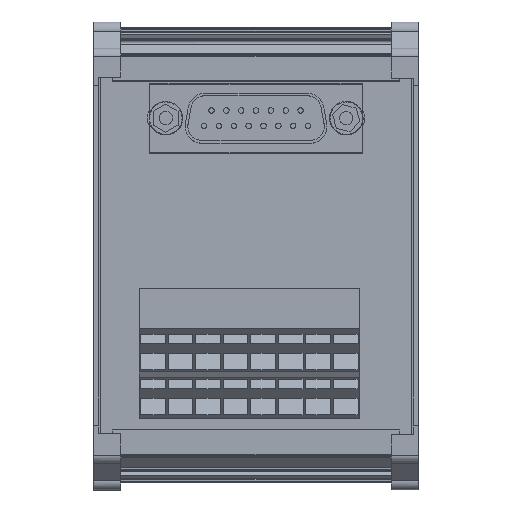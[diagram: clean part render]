
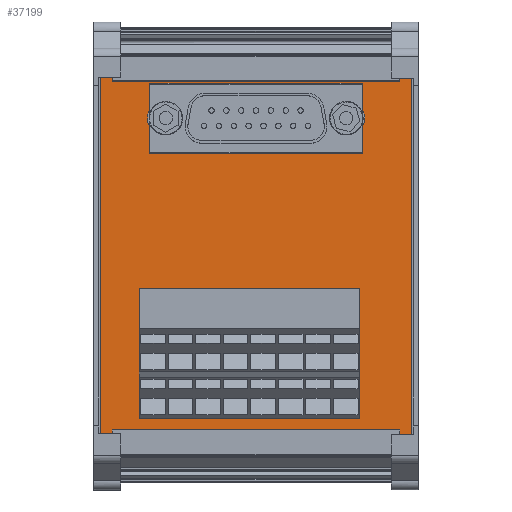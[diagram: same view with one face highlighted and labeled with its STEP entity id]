
A CAD part, top view. The second image highlights one B-rep face of the part: STEP entity #37199.
In plain terms, the highlighted planar face has unit normal (0, 0, 1).
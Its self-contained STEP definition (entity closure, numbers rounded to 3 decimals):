
#33845=AXIS2_PLACEMENT_3D('Circle Axis2P3D',#33843,#33844,$) ;
#33863=AXIS2_PLACEMENT_3D('Circle Axis2P3D',#33861,#33862,$) ;
#37162=AXIS2_PLACEMENT_3D('Plane Axis2P3D',#37159,#37160,#37161) ;
#13866=CARTESIAN_POINT('Vertex',(1.25,76.2,37.052)) ;
#13869=CARTESIAN_POINT('Line Origine',(2.375,76.2,37.052)) ;
#13873=CARTESIAN_POINT('Vertex',(3.5,76.2,37.052)) ;
#16631=CARTESIAN_POINT('Vertex',(58.75,10.2,37.052)) ;
#16634=CARTESIAN_POINT('Line Origine',(57.625,10.2,37.052)) ;
#16638=CARTESIAN_POINT('Vertex',(56.5,10.2,37.052)) ;
#17085=CARTESIAN_POINT('Vertex',(3.5,9.4,37.052)) ;
#17088=CARTESIAN_POINT('Line Origine',(3.5,9.9,37.052)) ;
#17092=CARTESIAN_POINT('Vertex',(3.5,10.4,37.052)) ;
#18857=CARTESIAN_POINT('Vertex',(8.44,37.17,37.052)) ;
#18860=CARTESIAN_POINT('Line Origine',(8.44,25.87,37.052)) ;
#18864=CARTESIAN_POINT('Vertex',(8.44,14.57,37.052)) ;
#18921=CARTESIAN_POINT('Vertex',(49.08,37.17,37.052)) ;
#18924=CARTESIAN_POINT('Line Origine',(28.76,37.17,37.052)) ;
#18955=CARTESIAN_POINT('Vertex',(10.31,67.16,37.052)) ;
#18958=CARTESIAN_POINT('Line Origine',(10.31,64.637,37.052)) ;
#18962=CARTESIAN_POINT('Vertex',(10.31,62.115,37.052)) ;
#18983=CARTESIAN_POINT('Vertex',(10.31,75.115,37.052)) ;
#18986=CARTESIAN_POINT('Line Origine',(10.31,72.593,37.052)) ;
#18990=CARTESIAN_POINT('Vertex',(10.31,70.07,37.052)) ;
#19049=CARTESIAN_POINT('Vertex',(49.71,75.115,37.052)) ;
#19052=CARTESIAN_POINT('Line Origine',(30.01,75.115,37.052)) ;
#19099=CARTESIAN_POINT('Vertex',(49.71,70.07,37.052)) ;
#19102=CARTESIAN_POINT('Line Origine',(49.71,72.593,37.052)) ;
#19118=CARTESIAN_POINT('Vertex',(49.71,62.115,37.052)) ;
#19121=CARTESIAN_POINT('Line Origine',(49.71,64.637,37.052)) ;
#19125=CARTESIAN_POINT('Vertex',(49.71,67.16,37.052)) ;
#19183=CARTESIAN_POINT('Line Origine',(30.01,62.115,37.052)) ;
#33843=CARTESIAN_POINT('Axis2P3D Location',(46.86,68.615,37.052)) ;
#33861=CARTESIAN_POINT('Axis2P3D Location',(13.16,68.615,37.052)) ;
#33883=CARTESIAN_POINT('Vertex',(49.08,14.57,37.052)) ;
#33886=CARTESIAN_POINT('Line Origine',(49.08,25.87,37.052)) ;
#33908=CARTESIAN_POINT('Line Origine',(28.76,14.57,37.052)) ;
#33937=CARTESIAN_POINT('Vertex',(58.75,76.,37.052)) ;
#33940=CARTESIAN_POINT('Line Origine',(58.75,43.1,37.052)) ;
#33976=CARTESIAN_POINT('Vertex',(56.5,9.4,37.052)) ;
#33979=CARTESIAN_POINT('Line Origine',(30.,9.4,37.052)) ;
#34022=CARTESIAN_POINT('Vertex',(3.5,77.2,37.052)) ;
#34025=CARTESIAN_POINT('Line Origine',(30.,77.2,37.052)) ;
#34029=CARTESIAN_POINT('Vertex',(56.5,77.2,37.052)) ;
#34056=CARTESIAN_POINT('Vertex',(1.25,10.4,37.052)) ;
#34059=CARTESIAN_POINT('Line Origine',(1.25,43.3,37.052)) ;
#35307=CARTESIAN_POINT('Line Origine',(56.5,9.8,37.052)) ;
#35481=CARTESIAN_POINT('Line Origine',(57.625,76.,37.052)) ;
#35485=CARTESIAN_POINT('Vertex',(56.5,76.,37.052)) ;
#35915=CARTESIAN_POINT('Line Origine',(56.5,76.6,37.052)) ;
#37140=CARTESIAN_POINT('Line Origine',(3.5,76.7,37.052)) ;
#37159=CARTESIAN_POINT('Axis2P3D Location',(1.25,9.4,37.052)) ;
#37164=CARTESIAN_POINT('Line Origine',(2.375,10.4,37.052)) ;
#13870=DIRECTION('Vector Direction',(1.,0.,0.)) ;
#16635=DIRECTION('Vector Direction',(-1.,0.,0.)) ;
#17089=DIRECTION('Vector Direction',(0.,1.,0.)) ;
#18861=DIRECTION('Vector Direction',(0.,-1.,0.)) ;
#18925=DIRECTION('Vector Direction',(-1.,0.,0.)) ;
#18959=DIRECTION('Vector Direction',(0.,-1.,0.)) ;
#18987=DIRECTION('Vector Direction',(0.,-1.,0.)) ;
#19053=DIRECTION('Vector Direction',(-1.,0.,0.)) ;
#19103=DIRECTION('Vector Direction',(0.,1.,0.)) ;
#19122=DIRECTION('Vector Direction',(0.,1.,0.)) ;
#19184=DIRECTION('Vector Direction',(1.,0.,0.)) ;
#33844=DIRECTION('Axis2P3D Direction',(0.,-0.,-1.)) ;
#33862=DIRECTION('Axis2P3D Direction',(0.,-0.,-1.)) ;
#33887=DIRECTION('Vector Direction',(0.,-1.,0.)) ;
#33909=DIRECTION('Vector Direction',(-1.,0.,0.)) ;
#33941=DIRECTION('Vector Direction',(0.,1.,0.)) ;
#33980=DIRECTION('Vector Direction',(1.,0.,0.)) ;
#34026=DIRECTION('Vector Direction',(-1.,0.,0.)) ;
#34060=DIRECTION('Vector Direction',(0.,-1.,0.)) ;
#35308=DIRECTION('Vector Direction',(0.,-1.,0.)) ;
#35482=DIRECTION('Vector Direction',(1.,0.,0.)) ;
#35916=DIRECTION('Vector Direction',(0.,-1.,0.)) ;
#37141=DIRECTION('Vector Direction',(0.,1.,0.)) ;
#37160=DIRECTION('Axis2P3D Direction',(0.,0.,1.)) ;
#37161=DIRECTION('Axis2P3D XDirection',(0.,-1.,0.)) ;
#37165=DIRECTION('Vector Direction',(-1.,0.,0.)) ;
#13871=VECTOR('Line Direction',#13870,1.) ;
#16636=VECTOR('Line Direction',#16635,1.) ;
#17090=VECTOR('Line Direction',#17089,1.) ;
#18862=VECTOR('Line Direction',#18861,1.) ;
#18926=VECTOR('Line Direction',#18925,1.) ;
#18960=VECTOR('Line Direction',#18959,1.) ;
#18988=VECTOR('Line Direction',#18987,1.) ;
#19054=VECTOR('Line Direction',#19053,1.) ;
#19104=VECTOR('Line Direction',#19103,1.) ;
#19123=VECTOR('Line Direction',#19122,1.) ;
#19185=VECTOR('Line Direction',#19184,1.) ;
#33888=VECTOR('Line Direction',#33887,1.) ;
#33910=VECTOR('Line Direction',#33909,1.) ;
#33942=VECTOR('Line Direction',#33941,1.) ;
#33981=VECTOR('Line Direction',#33980,1.) ;
#34027=VECTOR('Line Direction',#34026,1.) ;
#34061=VECTOR('Line Direction',#34060,1.) ;
#35309=VECTOR('Line Direction',#35308,1.) ;
#35483=VECTOR('Line Direction',#35482,1.) ;
#35917=VECTOR('Line Direction',#35916,1.) ;
#37142=VECTOR('Line Direction',#37141,1.) ;
#37166=VECTOR('Line Direction',#37165,1.) ;
#37170=ORIENTED_EDGE('',*,*,#37144,.F.) ;
#37171=ORIENTED_EDGE('',*,*,#13875,.F.) ;
#37172=ORIENTED_EDGE('',*,*,#34063,.T.) ;
#37173=ORIENTED_EDGE('',*,*,#37168,.F.) ;
#37174=ORIENTED_EDGE('',*,*,#17094,.F.) ;
#37175=ORIENTED_EDGE('',*,*,#33983,.T.) ;
#37176=ORIENTED_EDGE('',*,*,#35311,.F.) ;
#37177=ORIENTED_EDGE('',*,*,#16640,.F.) ;
#37178=ORIENTED_EDGE('',*,*,#33944,.T.) ;
#37179=ORIENTED_EDGE('',*,*,#35487,.F.) ;
#37180=ORIENTED_EDGE('',*,*,#35919,.F.) ;
#37181=ORIENTED_EDGE('',*,*,#34031,.T.) ;
#37184=ORIENTED_EDGE('',*,*,#33912,.T.) ;
#37185=ORIENTED_EDGE('',*,*,#18866,.F.) ;
#37186=ORIENTED_EDGE('',*,*,#18928,.F.) ;
#37187=ORIENTED_EDGE('',*,*,#33890,.T.) ;
#37190=ORIENTED_EDGE('',*,*,#18964,.F.) ;
#37191=ORIENTED_EDGE('',*,*,#33865,.T.) ;
#37192=ORIENTED_EDGE('',*,*,#18992,.F.) ;
#37193=ORIENTED_EDGE('',*,*,#19056,.F.) ;
#37194=ORIENTED_EDGE('',*,*,#19106,.F.) ;
#37195=ORIENTED_EDGE('',*,*,#33847,.T.) ;
#37196=ORIENTED_EDGE('',*,*,#19127,.F.) ;
#37197=ORIENTED_EDGE('',*,*,#19187,.F.) ;
#37188=FACE_BOUND('',#37183,.T.) ;
#37198=FACE_BOUND('',#37189,.T.) ;
#37199=ADVANCED_FACE('NONE',(#37182,#37188,#37198),#37163,.T.) ;
#33846=CIRCLE('generated circle',#33845,3.2) ;
#33864=CIRCLE('generated circle',#33863,3.2) ;
#13875=EDGE_CURVE('',#13867,#13874,#13872,.T.) ;
#16640=EDGE_CURVE('',#16632,#16639,#16637,.T.) ;
#17094=EDGE_CURVE('',#17086,#17093,#17091,.T.) ;
#18866=EDGE_CURVE('',#18858,#18865,#18863,.T.) ;
#18928=EDGE_CURVE('',#18922,#18858,#18927,.T.) ;
#18964=EDGE_CURVE('',#18956,#18963,#18961,.T.) ;
#18992=EDGE_CURVE('',#18984,#18991,#18989,.T.) ;
#19056=EDGE_CURVE('',#19050,#18984,#19055,.T.) ;
#19106=EDGE_CURVE('',#19100,#19050,#19105,.T.) ;
#19127=EDGE_CURVE('',#19119,#19126,#19124,.T.) ;
#19187=EDGE_CURVE('',#18963,#19119,#19186,.T.) ;
#33847=EDGE_CURVE('',#19100,#19126,#33846,.T.) ;
#33865=EDGE_CURVE('',#18956,#18991,#33864,.T.) ;
#33890=EDGE_CURVE('',#18922,#33884,#33889,.T.) ;
#33912=EDGE_CURVE('',#33884,#18865,#33911,.T.) ;
#33944=EDGE_CURVE('',#16632,#33938,#33943,.T.) ;
#33983=EDGE_CURVE('',#17086,#33977,#33982,.T.) ;
#34031=EDGE_CURVE('',#34030,#34023,#34028,.T.) ;
#34063=EDGE_CURVE('',#13867,#34057,#34062,.T.) ;
#35311=EDGE_CURVE('',#16639,#33977,#35310,.T.) ;
#35487=EDGE_CURVE('',#35486,#33938,#35484,.T.) ;
#35919=EDGE_CURVE('',#34030,#35486,#35918,.T.) ;
#37144=EDGE_CURVE('',#13874,#34023,#37143,.T.) ;
#37168=EDGE_CURVE('',#17093,#34057,#37167,.T.) ;
#37169=EDGE_LOOP('',(#37170,#37171,#37172,#37173,#37174,#37175,#37176,#37177,#37178,#37179,#37180,#37181)) ;
#37183=EDGE_LOOP('',(#37184,#37185,#37186,#37187)) ;
#37189=EDGE_LOOP('',(#37190,#37191,#37192,#37193,#37194,#37195,#37196,#37197)) ;
#37182=FACE_OUTER_BOUND('',#37169,.T.) ;
#13872=LINE('Line',#13869,#13871) ;
#16637=LINE('Line',#16634,#16636) ;
#17091=LINE('Line',#17088,#17090) ;
#18863=LINE('Line',#18860,#18862) ;
#18927=LINE('Line',#18924,#18926) ;
#18961=LINE('Line',#18958,#18960) ;
#18989=LINE('Line',#18986,#18988) ;
#19055=LINE('Line',#19052,#19054) ;
#19105=LINE('Line',#19102,#19104) ;
#19124=LINE('Line',#19121,#19123) ;
#19186=LINE('Line',#19183,#19185) ;
#33889=LINE('Line',#33886,#33888) ;
#33911=LINE('Line',#33908,#33910) ;
#33943=LINE('Line',#33940,#33942) ;
#33982=LINE('Line',#33979,#33981) ;
#34028=LINE('Line',#34025,#34027) ;
#34062=LINE('Line',#34059,#34061) ;
#35310=LINE('Line',#35307,#35309) ;
#35484=LINE('Line',#35481,#35483) ;
#35918=LINE('Line',#35915,#35917) ;
#37143=LINE('Line',#37140,#37142) ;
#37167=LINE('Line',#37164,#37166) ;
#37163=PLANE('',#37162) ;
#13867=VERTEX_POINT('',#13866) ;
#13874=VERTEX_POINT('',#13873) ;
#16632=VERTEX_POINT('',#16631) ;
#16639=VERTEX_POINT('',#16638) ;
#17086=VERTEX_POINT('',#17085) ;
#17093=VERTEX_POINT('',#17092) ;
#18858=VERTEX_POINT('',#18857) ;
#18865=VERTEX_POINT('',#18864) ;
#18922=VERTEX_POINT('',#18921) ;
#18956=VERTEX_POINT('',#18955) ;
#18963=VERTEX_POINT('',#18962) ;
#18984=VERTEX_POINT('',#18983) ;
#18991=VERTEX_POINT('',#18990) ;
#19050=VERTEX_POINT('',#19049) ;
#19100=VERTEX_POINT('',#19099) ;
#19119=VERTEX_POINT('',#19118) ;
#19126=VERTEX_POINT('',#19125) ;
#33884=VERTEX_POINT('',#33883) ;
#33938=VERTEX_POINT('',#33937) ;
#33977=VERTEX_POINT('',#33976) ;
#34023=VERTEX_POINT('',#34022) ;
#34030=VERTEX_POINT('',#34029) ;
#34057=VERTEX_POINT('',#34056) ;
#35486=VERTEX_POINT('',#35485) ;
